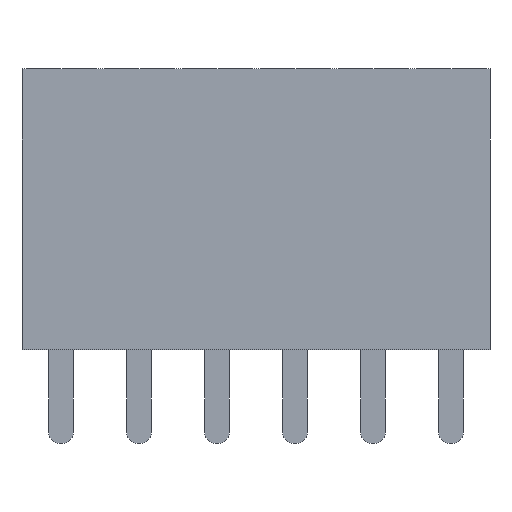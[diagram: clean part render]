
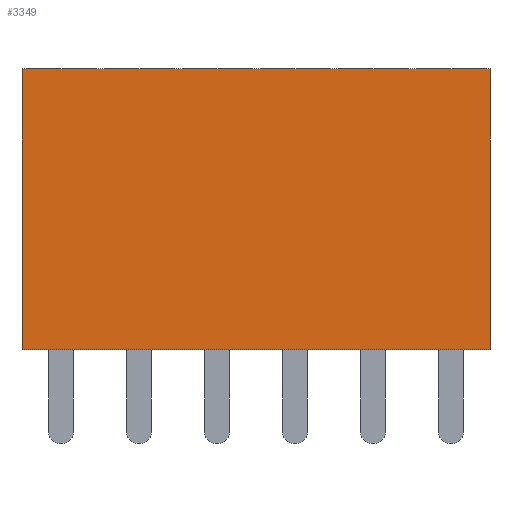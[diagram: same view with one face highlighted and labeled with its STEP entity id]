
A CAD part, left-side view. The second image highlights one B-rep face of the part: STEP entity #3349.
In plain terms, the highlighted planar face has unit normal (-1, 0, 0).
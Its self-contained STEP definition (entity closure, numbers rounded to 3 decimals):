
#219=FACE_OUTER_BOUND('',#415,.T.);
#415=EDGE_LOOP('',(#2667,#2668,#2669,#2670));
#617=LINE('',#4757,#1007);
#675=LINE('',#4890,#1065);
#798=LINE('',#5165,#1188);
#799=LINE('',#5167,#1189);
#1007=VECTOR('',#3783,10.);
#1065=VECTOR('',#3905,10.);
#1188=VECTOR('',#4166,10.);
#1189=VECTOR('',#4169,10.);
#1393=VERTEX_POINT('',#4754);
#1394=VERTEX_POINT('',#4756);
#1436=VERTEX_POINT('',#4887);
#1437=VERTEX_POINT('',#4889);
#1725=EDGE_CURVE('',#1394,#1393,#617,.T.);
#1791=EDGE_CURVE('',#1436,#1437,#675,.T.);
#1930=EDGE_CURVE('',#1437,#1393,#798,.T.);
#1931=EDGE_CURVE('',#1436,#1394,#799,.T.);
#2667=ORIENTED_EDGE('',*,*,#1931,.T.);
#2668=ORIENTED_EDGE('',*,*,#1725,.T.);
#2669=ORIENTED_EDGE('',*,*,#1930,.F.);
#2670=ORIENTED_EDGE('',*,*,#1791,.F.);
#3195=PLANE('',#3571);
#3349=ADVANCED_FACE('',(#219),#3195,.T.);
#3571=AXIS2_PLACEMENT_3D('',#5166,#4167,#4168);
#3783=DIRECTION('',(0.,0.,1.));
#3905=DIRECTION('',(0.,0.,1.));
#4166=DIRECTION('',(0.,-1.,0.));
#4167=DIRECTION('center_axis',(-1.,0.,0.));
#4168=DIRECTION('ref_axis',(0.,-1.,0.));
#4169=DIRECTION('',(0.,-1.,0.));
#4754=CARTESIAN_POINT('',(-1.25,-1.25,9.));
#4756=CARTESIAN_POINT('',(-1.25,-1.25,0.));
#4757=CARTESIAN_POINT('',(-1.25,-1.25,0.));
#4887=CARTESIAN_POINT('',(-1.25,13.75,0.));
#4889=CARTESIAN_POINT('',(-1.25,13.75,9.));
#4890=CARTESIAN_POINT('',(-1.25,13.75,0.));
#5165=CARTESIAN_POINT('',(-1.25,1.25,9.));
#5166=CARTESIAN_POINT('Origin',(-1.25,6.25,0.));
#5167=CARTESIAN_POINT('',(-1.25,1.25,0.));
